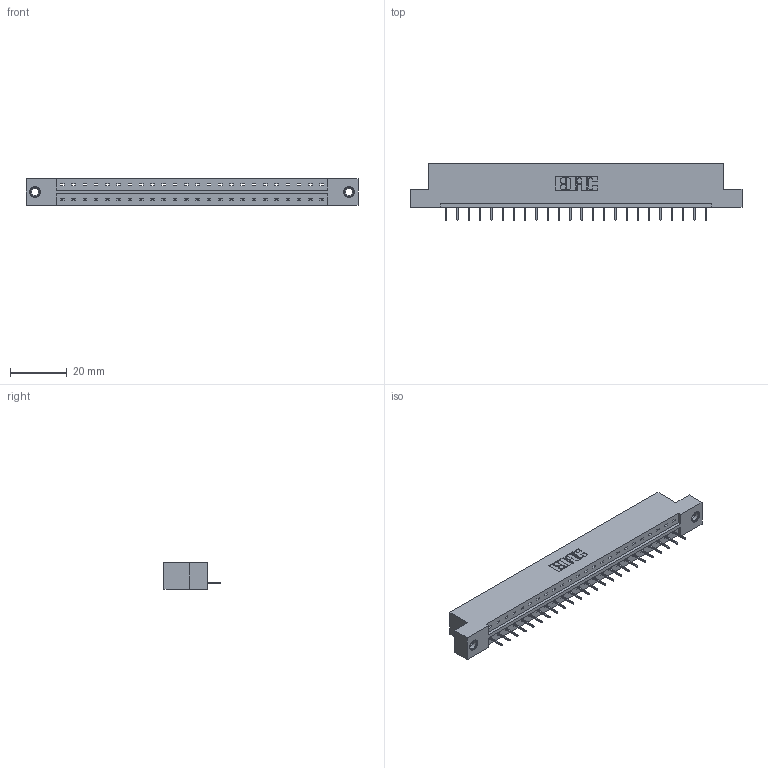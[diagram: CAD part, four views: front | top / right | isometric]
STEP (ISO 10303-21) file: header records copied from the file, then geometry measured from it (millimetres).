
FILE_DESCRIPTION (( 'STEP AP203' ), '1' );
FILE_NAME ('833-024-524-107.STEP', '2020-06-01T20:53:41', ( '' ), ( '' ), 'SwSTEP 2.0', 'SolidWorks 2020', '' );
FILE_SCHEMA (( 'CONFIG_CONTROL_DESIGN' ));
Length unit declared in the file: inch
Products named in the file (4): 345-292-001_345-293-124; 833 Part_Flush - .156 Dia - TI; 345-250-001_345-250-005-103; 833-024-524-107
Assembly tree (27 placements, depth 2):
  833-024-524-107
    833 Part_Flush - .156 Dia - TI
    345-292-001_345-293-124  x24
    345-250-001_345-250-005-103  x2
Bounding box: 116.64 x 19.69 x 9.4 mm (x, y, z)
Volume: 11473.8 mm3; surface area: 12008.4 mm2
Topology: 27 solids, 27 shells, 1662 faces, 4767 edges, 3074 vertices
Faces by surface type: plane 1254, cylinder 392, cone 12, torus 4
Entity records: 18260 total; most frequent: CARTESIAN_POINT 3133, ORIENTED_EDGE 3086, DIRECTION 2713, EDGE_CURVE 1543, VECTOR 1399, LINE 1399, VERTEX_POINT 1020, AXIS2_PLACEMENT_3D 657
